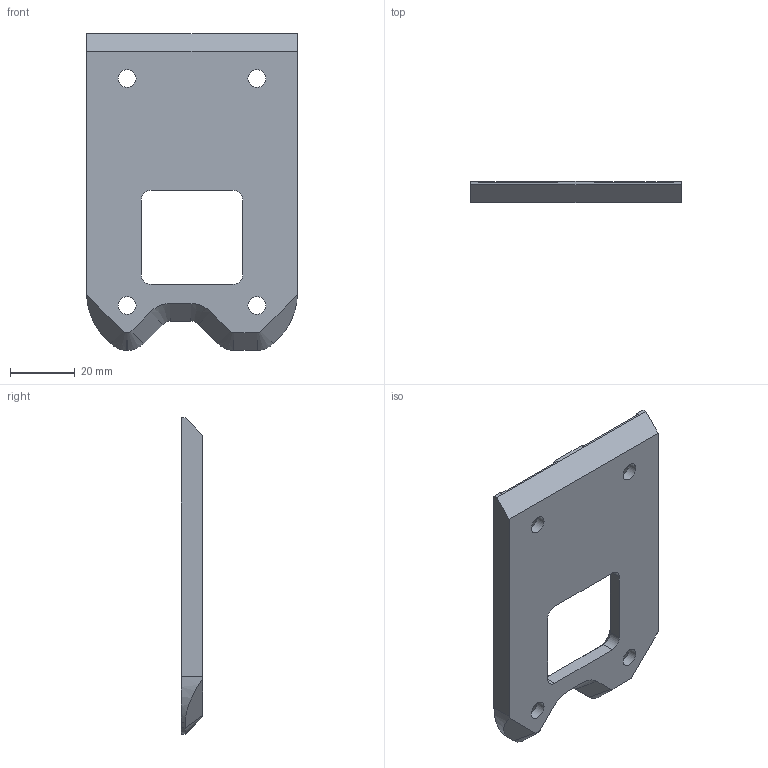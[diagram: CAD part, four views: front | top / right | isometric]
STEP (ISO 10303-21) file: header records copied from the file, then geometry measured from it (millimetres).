
FILE_DESCRIPTION(('FreeCAD Model'),'2;1');
FILE_NAME('Open CASCADE Shape Model','2024-03-11T15:16:40',('Jens Dyvik' ),('DyvikDesign'),'Open CASCADE STEP processor 7.6','FreeCAD', 'Unknown');
FILE_SCHEMA(('AUTOMOTIVE_DESIGN { 1 0 10303 214 1 1 1 1 }'));
Length unit declared in the file: millimetre
Products named in the file (1): Body
Bounding box: 65 x 6.6 x 97.6 mm (x, y, z)
Volume: 27811.3 mm3; surface area: 12918.2 mm2
Topology: 1 solids, 1 shells, 92 faces, 246 edges, 156 vertices
Faces by surface type: plane 45, cylinder 33, cone 14
Full cylindrical faces by diameter (mm): 5.5 x4
Entity records: 2901 total; most frequent: DIRECTION 514, CARTESIAN_POINT 495, ORIENTED_EDGE 492, EDGE_CURVE 246, AXIS2_PLACEMENT_3D 175, LINE 164, VECTOR 164, VERTEX_POINT 156
